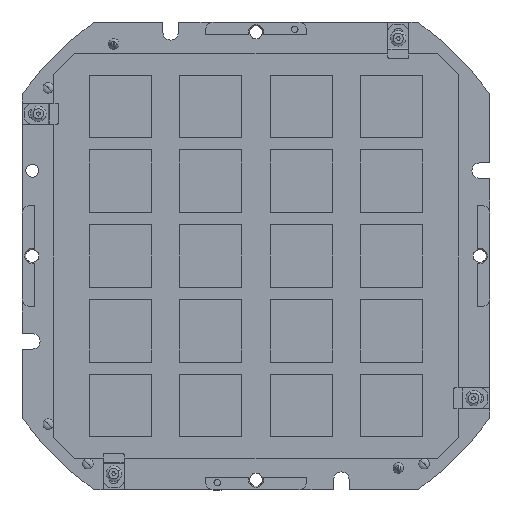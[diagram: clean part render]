
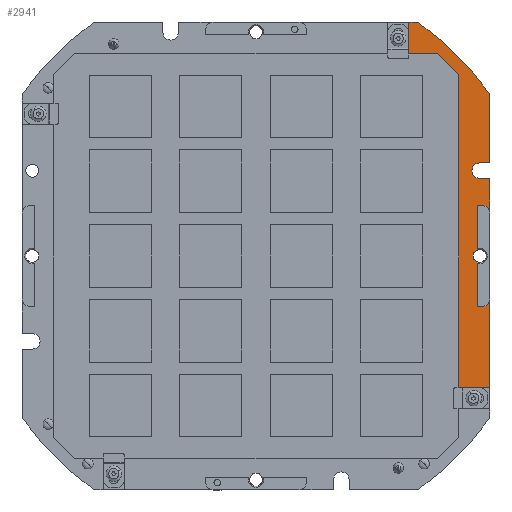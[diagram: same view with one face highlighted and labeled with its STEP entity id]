
A CAD part, front view. The second image highlights one B-rep face of the part: STEP entity #2941.
In plain terms, the highlighted planar face has unit normal (0, -1, 0).
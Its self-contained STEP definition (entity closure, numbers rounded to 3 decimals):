
#1410 = VERTEX_POINT('',#1411);
#1411 = CARTESIAN_POINT('',(85.5,0.,-2.291));
#1417 = EDGE_CURVE('',#1410,#1418,#1420,.T.);
#1418 = VERTEX_POINT('',#1419);
#1419 = CARTESIAN_POINT('',(85.5,0.,2.291));
#1420 = CIRCLE('',#1421,2.5);
#1421 = AXIS2_PLACEMENT_3D('',#1422,#1423,#1424);
#1422 = CARTESIAN_POINT('',(86.5,0.,0.));
#1423 = DIRECTION('',(0.,1.,0.));
#1424 = DIRECTION('',(0.,-0.,1.));
#2675 = VERTEX_POINT('',#2676);
#2676 = CARTESIAN_POINT('',(78.375,0.,-50.935));
#2682 = EDGE_CURVE('',#2675,#2683,#2685,.T.);
#2683 = VERTEX_POINT('',#2684);
#2684 = CARTESIAN_POINT('',(78.375,0.,70.117));
#2685 = LINE('',#2686,#2687);
#2686 = CARTESIAN_POINT('',(78.375,0.,-78.375));
#2687 = VECTOR('',#2688,1.);
#2688 = DIRECTION('',(0.,0.,1.));
#2704 = EDGE_CURVE('',#2705,#2707,#2709,.T.);
#2705 = VERTEX_POINT('',#2706);
#2706 = CARTESIAN_POINT('',(70.117,0.,78.375));
#2707 = VERTEX_POINT('',#2708);
#2708 = CARTESIAN_POINT('',(59.065,0.,78.375));
#2709 = LINE('',#2710,#2711);
#2710 = CARTESIAN_POINT('',(-78.375,0.,78.375));
#2711 = VECTOR('',#2712,1.);
#2712 = DIRECTION('',(-1.,-0.,-0.));
#2941 = ADVANCED_FACE('',(#2942),#3081,.F.);
#2942 = FACE_BOUND('',#2943,.T.);
#2943 = EDGE_LOOP('',(#2944,#2952,#2953,#2959,#2960,#2968,#2976,#2985,
    #2993,#2999,#3000,#3008,#3016,#3025,#3033,#3041,#3050,#3058,#3066,
    #3075));
#2944 = ORIENTED_EDGE('',*,*,#2945,.F.);
#2945 = EDGE_CURVE('',#2707,#2946,#2948,.T.);
#2946 = VERTEX_POINT('',#2947);
#2947 = CARTESIAN_POINT('',(59.065,0.,90.5));
#2948 = LINE('',#2949,#2950);
#2949 = CARTESIAN_POINT('',(59.065,0.,79.375));
#2950 = VECTOR('',#2951,1.);
#2951 = DIRECTION('',(0.,0.,1.));
#2952 = ORIENTED_EDGE('',*,*,#2704,.F.);
#2953 = ORIENTED_EDGE('',*,*,#2954,.T.);
#2954 = EDGE_CURVE('',#2705,#2683,#2955,.T.);
#2955 = LINE('',#2956,#2957);
#2956 = CARTESIAN_POINT('',(74.246,0.,74.246));
#2957 = VECTOR('',#2958,1.);
#2958 = DIRECTION('',(0.707,-0.,-0.707));
#2959 = ORIENTED_EDGE('',*,*,#2682,.F.);
#2960 = ORIENTED_EDGE('',*,*,#2961,.F.);
#2961 = EDGE_CURVE('',#2962,#2675,#2964,.T.);
#2962 = VERTEX_POINT('',#2963);
#2963 = CARTESIAN_POINT('',(90.5,0.,-50.935));
#2964 = LINE('',#2965,#2966);
#2965 = CARTESIAN_POINT('',(90.5,0.,-50.935));
#2966 = VECTOR('',#2967,1.);
#2967 = DIRECTION('',(-1.,0.,0.));
#2968 = ORIENTED_EDGE('',*,*,#2969,.F.);
#2969 = EDGE_CURVE('',#2970,#2962,#2972,.T.);
#2970 = VERTEX_POINT('',#2971);
#2971 = CARTESIAN_POINT('',(90.5,0.,-16.5));
#2972 = LINE('',#2973,#2974);
#2973 = CARTESIAN_POINT('',(90.5,0.,0.));
#2974 = VECTOR('',#2975,1.);
#2975 = DIRECTION('',(0.,0.,-1.));
#2976 = ORIENTED_EDGE('',*,*,#2977,.T.);
#2977 = EDGE_CURVE('',#2970,#2978,#2980,.T.);
#2978 = VERTEX_POINT('',#2979);
#2979 = CARTESIAN_POINT('',(87.5,0.,-19.5));
#2980 = CIRCLE('',#2981,3.);
#2981 = AXIS2_PLACEMENT_3D('',#2982,#2983,#2984);
#2982 = CARTESIAN_POINT('',(87.5,0.,-16.5));
#2983 = DIRECTION('',(0.,1.,0.));
#2984 = DIRECTION('',(0.,-0.,1.));
#2985 = ORIENTED_EDGE('',*,*,#2986,.F.);
#2986 = EDGE_CURVE('',#2987,#2978,#2989,.T.);
#2987 = VERTEX_POINT('',#2988);
#2988 = CARTESIAN_POINT('',(85.5,0.,-19.5));
#2989 = LINE('',#2990,#2991);
#2990 = CARTESIAN_POINT('',(85.5,0.,-19.5));
#2991 = VECTOR('',#2992,1.);
#2992 = DIRECTION('',(1.,0.,0.));
#2993 = ORIENTED_EDGE('',*,*,#2994,.F.);
#2994 = EDGE_CURVE('',#1410,#2987,#2995,.T.);
#2995 = LINE('',#2996,#2997);
#2996 = CARTESIAN_POINT('',(85.5,0.,-19.5));
#2997 = VECTOR('',#2998,1.);
#2998 = DIRECTION('',(0.,0.,-1.));
#2999 = ORIENTED_EDGE('',*,*,#1417,.T.);
#3000 = ORIENTED_EDGE('',*,*,#3001,.F.);
#3001 = EDGE_CURVE('',#3002,#1418,#3004,.T.);
#3002 = VERTEX_POINT('',#3003);
#3003 = CARTESIAN_POINT('',(85.5,0.,19.5));
#3004 = LINE('',#3005,#3006);
#3005 = CARTESIAN_POINT('',(85.5,-0.,2.291));
#3006 = VECTOR('',#3007,1.);
#3007 = DIRECTION('',(0.,0.,-1.));
#3008 = ORIENTED_EDGE('',*,*,#3009,.F.);
#3009 = EDGE_CURVE('',#3010,#3002,#3012,.T.);
#3010 = VERTEX_POINT('',#3011);
#3011 = CARTESIAN_POINT('',(87.5,-0.,19.5));
#3012 = LINE('',#3013,#3014);
#3013 = CARTESIAN_POINT('',(85.5,-0.,19.5));
#3014 = VECTOR('',#3015,1.);
#3015 = DIRECTION('',(-1.,0.,0.));
#3016 = ORIENTED_EDGE('',*,*,#3017,.T.);
#3017 = EDGE_CURVE('',#3010,#3018,#3020,.T.);
#3018 = VERTEX_POINT('',#3019);
#3019 = CARTESIAN_POINT('',(90.5,0.,16.5));
#3020 = CIRCLE('',#3021,3.);
#3021 = AXIS2_PLACEMENT_3D('',#3022,#3023,#3024);
#3022 = CARTESIAN_POINT('',(87.5,0.,16.5));
#3023 = DIRECTION('',(0.,1.,0.));
#3024 = DIRECTION('',(0.,-0.,1.));
#3025 = ORIENTED_EDGE('',*,*,#3026,.F.);
#3026 = EDGE_CURVE('',#3027,#3018,#3029,.T.);
#3027 = VERTEX_POINT('',#3028);
#3028 = CARTESIAN_POINT('',(90.5,0.,30.));
#3029 = LINE('',#3030,#3031);
#3030 = CARTESIAN_POINT('',(90.5,0.,0.));
#3031 = VECTOR('',#3032,1.);
#3032 = DIRECTION('',(0.,0.,-1.));
#3033 = ORIENTED_EDGE('',*,*,#3034,.T.);
#3034 = EDGE_CURVE('',#3027,#3035,#3037,.T.);
#3035 = VERTEX_POINT('',#3036);
#3036 = CARTESIAN_POINT('',(86.5,0.,30.));
#3037 = LINE('',#3038,#3039);
#3038 = CARTESIAN_POINT('',(0.,0.,30.));
#3039 = VECTOR('',#3040,1.);
#3040 = DIRECTION('',(-1.,0.,0.));
#3041 = ORIENTED_EDGE('',*,*,#3042,.T.);
#3042 = EDGE_CURVE('',#3035,#3043,#3045,.T.);
#3043 = VERTEX_POINT('',#3044);
#3044 = CARTESIAN_POINT('',(86.5,0.,36.));
#3045 = CIRCLE('',#3046,3.);
#3046 = AXIS2_PLACEMENT_3D('',#3047,#3048,#3049);
#3047 = CARTESIAN_POINT('',(86.5,0.,33.));
#3048 = DIRECTION('',(0.,1.,0.));
#3049 = DIRECTION('',(0.,-0.,1.));
#3050 = ORIENTED_EDGE('',*,*,#3051,.T.);
#3051 = EDGE_CURVE('',#3043,#3052,#3054,.T.);
#3052 = VERTEX_POINT('',#3053);
#3053 = CARTESIAN_POINT('',(90.5,0.,36.));
#3054 = LINE('',#3055,#3056);
#3055 = CARTESIAN_POINT('',(0.,0.,36.));
#3056 = VECTOR('',#3057,1.);
#3057 = DIRECTION('',(1.,-0.,0.));
#3058 = ORIENTED_EDGE('',*,*,#3059,.F.);
#3059 = EDGE_CURVE('',#3060,#3052,#3062,.T.);
#3060 = VERTEX_POINT('',#3061);
#3061 = CARTESIAN_POINT('',(90.5,0.,62.528));
#3062 = LINE('',#3063,#3064);
#3063 = CARTESIAN_POINT('',(90.5,0.,0.));
#3064 = VECTOR('',#3065,1.);
#3065 = DIRECTION('',(0.,0.,-1.));
#3066 = ORIENTED_EDGE('',*,*,#3067,.F.);
#3067 = EDGE_CURVE('',#3068,#3060,#3070,.T.);
#3068 = VERTEX_POINT('',#3069);
#3069 = CARTESIAN_POINT('',(62.528,0.,90.5));
#3070 = CIRCLE('',#3071,110.);
#3071 = AXIS2_PLACEMENT_3D('',#3072,#3073,#3074);
#3072 = CARTESIAN_POINT('',(0.,0.,0.));
#3073 = DIRECTION('',(0.,1.,0.));
#3074 = DIRECTION('',(0.,-0.,1.));
#3075 = ORIENTED_EDGE('',*,*,#3076,.F.);
#3076 = EDGE_CURVE('',#2946,#3068,#3077,.T.);
#3077 = LINE('',#3078,#3079);
#3078 = CARTESIAN_POINT('',(0.,0.,90.5));
#3079 = VECTOR('',#3080,1.);
#3080 = DIRECTION('',(1.,-0.,0.));
#3081 = PLANE('',#3082);
#3082 = AXIS2_PLACEMENT_3D('',#3083,#3084,#3085);
#3083 = CARTESIAN_POINT('',(0.,0.,0.));
#3084 = DIRECTION('',(0.,1.,0.));
#3085 = DIRECTION('',(0.,-0.,1.));
